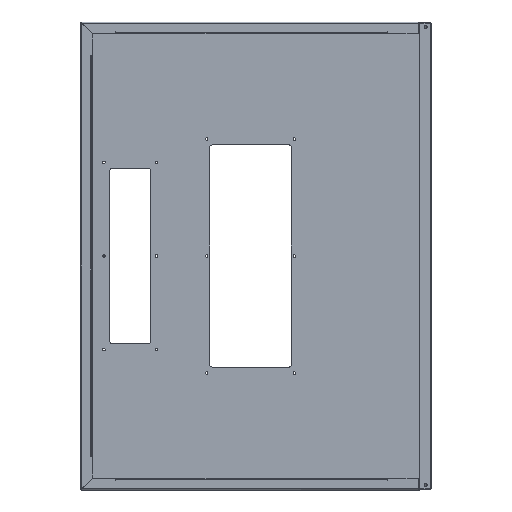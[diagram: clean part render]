
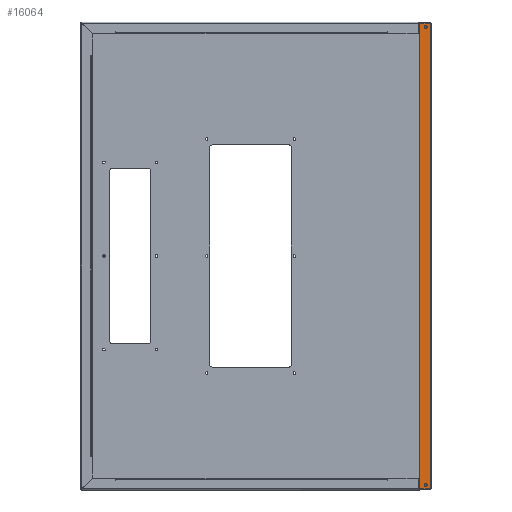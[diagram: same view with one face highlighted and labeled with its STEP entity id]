
A CAD part, top view. The second image highlights one B-rep face of the part: STEP entity #16064.
In plain terms, the highlighted planar face has unit normal (0, 0, 1).
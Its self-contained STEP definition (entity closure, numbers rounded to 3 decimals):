
#379=FACE_BOUND('',#2673,.T.);
#380=FACE_BOUND('',#2674,.T.);
#768=PLANE('',#17614);
#1538=FACE_OUTER_BOUND('',#2672,.T.);
#2672=EDGE_LOOP('',(#14715,#14716,#14717,#14718,#14719,#14720));
#2673=EDGE_LOOP('',(#14721));
#2674=EDGE_LOOP('',(#14722));
#4211=LINE('',#28146,#5745);
#4215=LINE('',#28154,#5749);
#4216=LINE('',#28157,#5750);
#4219=LINE('',#28165,#5753);
#5745=VECTOR('',#22103,1000.);
#5749=VECTOR('',#22111,1000.);
#5750=VECTOR('',#22114,1000.);
#5753=VECTOR('',#22121,1000.);
#5822=CIRCLE('',#16175,2.55);
#5824=CIRCLE('',#16178,2.55);
#6537=CIRCLE('',#17615,2.);
#6538=CIRCLE('',#17616,2.);
#6566=VERTEX_POINT('',#22351);
#6568=VERTEX_POINT('',#22357);
#8030=VERTEX_POINT('',#28135);
#8032=VERTEX_POINT('',#28142);
#8034=VERTEX_POINT('',#28152);
#8035=VERTEX_POINT('',#28156);
#8037=VERTEX_POINT('',#28162);
#8038=VERTEX_POINT('',#28164);
#8079=EDGE_CURVE('',#6566,#6566,#5822,.T.);
#8082=EDGE_CURVE('',#6568,#6568,#5824,.T.);
#10283=EDGE_CURVE('',#8030,#8032,#4211,.T.);
#10287=EDGE_CURVE('',#8034,#8032,#4215,.T.);
#10288=EDGE_CURVE('',#8030,#8035,#4216,.T.);
#10291=EDGE_CURVE('',#8034,#8037,#6537,.T.);
#10292=EDGE_CURVE('',#8038,#8037,#4219,.T.);
#10293=EDGE_CURVE('',#8038,#8035,#6538,.T.);
#14715=ORIENTED_EDGE('',*,*,#10287,.F.);
#14716=ORIENTED_EDGE('',*,*,#10291,.T.);
#14717=ORIENTED_EDGE('',*,*,#10292,.F.);
#14718=ORIENTED_EDGE('',*,*,#10293,.T.);
#14719=ORIENTED_EDGE('',*,*,#10288,.F.);
#14720=ORIENTED_EDGE('',*,*,#10283,.T.);
#14721=ORIENTED_EDGE('',*,*,#8079,.F.);
#14722=ORIENTED_EDGE('',*,*,#8082,.F.);
#16064=ADVANCED_FACE('',(#1538,#379,#380),#768,.T.);
#16175=AXIS2_PLACEMENT_3D('',#22353,#17762,#17763);
#16178=AXIS2_PLACEMENT_3D('',#22359,#17769,#17770);
#17614=AXIS2_PLACEMENT_3D('',#28161,#22117,#22118);
#17615=AXIS2_PLACEMENT_3D('',#28163,#22119,#22120);
#17616=AXIS2_PLACEMENT_3D('',#28166,#22122,#22123);
#17762=DIRECTION('center_axis',(0.,0.,1.));
#17763=DIRECTION('ref_axis',(1.,0.,0.));
#17769=DIRECTION('center_axis',(0.,0.,1.));
#17770=DIRECTION('ref_axis',(-1.,0.,0.));
#22103=DIRECTION('',(0.,1.,0.));
#22111=DIRECTION('',(1.,0.,0.));
#22114=DIRECTION('',(-1.,0.,0.));
#22117=DIRECTION('center_axis',(0.,0.,
1.));
#22118=DIRECTION('ref_axis',(1.,0.,0.));
#22119=DIRECTION('center_axis',(0.,0.,
1.));
#22120=DIRECTION('ref_axis',(1.,0.,0.));
#22121=DIRECTION('',(0.,1.,0.));
#22122=DIRECTION('center_axis',(0.,0.,
1.));
#22123=DIRECTION('ref_axis',(1.,0.,0.));
#22351=CARTESIAN_POINT('',(297.997,391.1,38.8));
#22353=CARTESIAN_POINT('Origin',(300.547,391.1,38.8));
#22357=CARTESIAN_POINT('',(297.997,-391.1,38.8));
#22359=CARTESIAN_POINT('Origin',(300.547,-391.1,38.8));
#28135=CARTESIAN_POINT('',(308.147,-397.6,38.8));
#28142=CARTESIAN_POINT('',(308.147,397.6,38.8));
#28146=CARTESIAN_POINT('',(308.147,0.,38.8));
#28152=CARTESIAN_POINT('',(292.547,397.6,38.8));
#28154=CARTESIAN_POINT('',(309.347,397.6,38.8));
#28156=CARTESIAN_POINT('',(292.547,-397.6,38.8));
#28157=CARTESIAN_POINT('',(290.547,-397.6,38.8));
#28161=CARTESIAN_POINT('Origin',(0.,0.,
38.8));
#28162=CARTESIAN_POINT('',(290.547,395.6,38.8));
#28163=CARTESIAN_POINT('Origin',(292.547,395.6,38.8));
#28164=CARTESIAN_POINT('',(290.547,-395.6,38.8));
#28165=CARTESIAN_POINT('',(290.547,397.6,38.8));
#28166=CARTESIAN_POINT('Origin',(292.547,-395.6,38.8));
